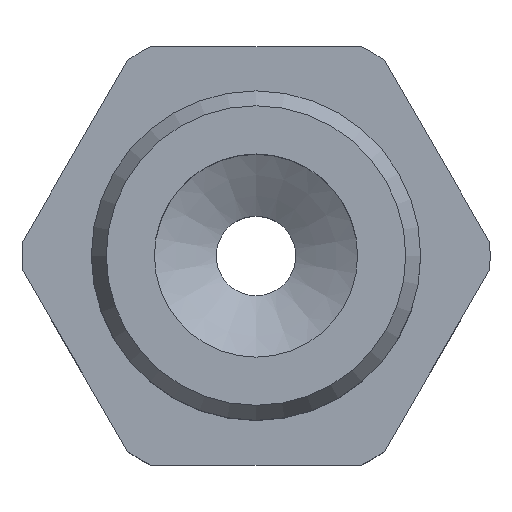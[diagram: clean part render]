
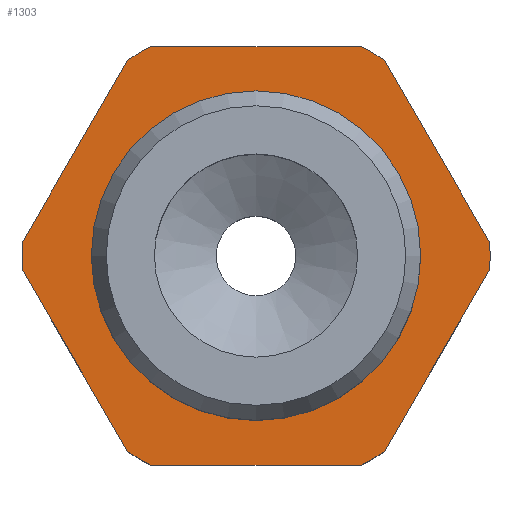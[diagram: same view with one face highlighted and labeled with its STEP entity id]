
A CAD part, top view. The second image highlights one B-rep face of the part: STEP entity #1303.
In plain terms, the highlighted planar face has unit normal (0, 0, 1).
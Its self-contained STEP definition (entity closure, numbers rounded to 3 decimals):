
#43=CIRCLE('',#1377,11.75);
#44=CIRCLE('',#1378,11.75);
#45=CIRCLE('',#1379,11.75);
#46=CIRCLE('',#1380,11.75);
#47=CIRCLE('',#1381,11.75);
#48=CIRCLE('',#1382,11.75);
#49=CIRCLE('',#1383,8.269);
#66=FACE_BOUND('',#233,.T.);
#97=PLANE('',#1376);
#155=FACE_OUTER_BOUND('',#232,.T.);
#232=EDGE_LOOP('',(#1138,#1139,#1140,#1141,#1142,#1143,#1144,#1145,#1146,
#1147,#1148,#1149));
#233=EDGE_LOOP('',(#1150));
#339=LINE('',#2418,#452);
#342=LINE('',#2424,#455);
#345=LINE('',#2430,#458);
#348=LINE('',#2436,#461);
#351=LINE('',#2442,#464);
#354=LINE('',#2448,#467);
#452=VECTOR('',#1575,10.);
#455=VECTOR('',#1580,10.);
#458=VECTOR('',#1585,10.);
#461=VECTOR('',#1590,10.);
#464=VECTOR('',#1595,10.);
#467=VECTOR('',#1600,10.);
#628=VERTEX_POINT('',#2416);
#629=VERTEX_POINT('',#2417);
#630=VERTEX_POINT('',#2422);
#631=VERTEX_POINT('',#2423);
#632=VERTEX_POINT('',#2428);
#633=VERTEX_POINT('',#2429);
#634=VERTEX_POINT('',#2434);
#635=VERTEX_POINT('',#2435);
#636=VERTEX_POINT('',#2440);
#637=VERTEX_POINT('',#2441);
#638=VERTEX_POINT('',#2446);
#639=VERTEX_POINT('',#2447);
#640=VERTEX_POINT('',#2458);
#799=EDGE_CURVE('',#628,#629,#339,.T.);
#802=EDGE_CURVE('',#630,#631,#342,.T.);
#805=EDGE_CURVE('',#632,#633,#345,.T.);
#808=EDGE_CURVE('',#634,#635,#348,.T.);
#811=EDGE_CURVE('',#636,#637,#351,.T.);
#814=EDGE_CURVE('',#638,#639,#354,.T.);
#817=EDGE_CURVE('',#629,#636,#43,.T.);
#818=EDGE_CURVE('',#637,#634,#44,.T.);
#819=EDGE_CURVE('',#635,#632,#45,.T.);
#820=EDGE_CURVE('',#633,#638,#46,.T.);
#821=EDGE_CURVE('',#639,#630,#47,.T.);
#822=EDGE_CURVE('',#631,#628,#48,.T.);
#823=EDGE_CURVE('',#640,#640,#49,.T.);
#1138=ORIENTED_EDGE('',*,*,#799,.T.);
#1139=ORIENTED_EDGE('',*,*,#817,.T.);
#1140=ORIENTED_EDGE('',*,*,#811,.T.);
#1141=ORIENTED_EDGE('',*,*,#818,.T.);
#1142=ORIENTED_EDGE('',*,*,#808,.T.);
#1143=ORIENTED_EDGE('',*,*,#819,.T.);
#1144=ORIENTED_EDGE('',*,*,#805,.T.);
#1145=ORIENTED_EDGE('',*,*,#820,.T.);
#1146=ORIENTED_EDGE('',*,*,#814,.T.);
#1147=ORIENTED_EDGE('',*,*,#821,.T.);
#1148=ORIENTED_EDGE('',*,*,#802,.T.);
#1149=ORIENTED_EDGE('',*,*,#822,.T.);
#1150=ORIENTED_EDGE('',*,*,#823,.F.);
#1303=ADVANCED_FACE('',(#155,#66),#97,.T.);
#1376=AXIS2_PLACEMENT_3D('',#2451,#1603,#1604);
#1377=AXIS2_PLACEMENT_3D('',#2452,#1605,#1606);
#1378=AXIS2_PLACEMENT_3D('',#2453,#1607,#1608);
#1379=AXIS2_PLACEMENT_3D('',#2454,#1609,#1610);
#1380=AXIS2_PLACEMENT_3D('',#2455,#1611,#1612);
#1381=AXIS2_PLACEMENT_3D('',#2456,#1613,#1614);
#1382=AXIS2_PLACEMENT_3D('',#2457,#1615,#1616);
#1383=AXIS2_PLACEMENT_3D('',#2459,#1617,#1618);
#1575=DIRECTION('',(0.5,0.866,0.));
#1580=DIRECTION('',(1.,0.,0.));
#1585=DIRECTION('',(-0.5,-0.866,0.));
#1590=DIRECTION('',(-1.,0.,0.));
#1595=DIRECTION('',(-0.5,0.866,0.));
#1600=DIRECTION('',(0.5,-0.866,0.));
#1603=DIRECTION('center_axis',(0.,0.,1.));
#1604=DIRECTION('ref_axis',(1.,0.,0.));
#1605=DIRECTION('center_axis',(0.,0.,1.));
#1606=DIRECTION('ref_axis',(1.,0.,0.));
#1607=DIRECTION('center_axis',(0.,0.,1.));
#1608=DIRECTION('ref_axis',(1.,0.,0.));
#1609=DIRECTION('center_axis',(0.,0.,1.));
#1610=DIRECTION('ref_axis',(1.,0.,0.));
#1611=DIRECTION('center_axis',(0.,0.,1.));
#1612=DIRECTION('ref_axis',(1.,0.,0.));
#1613=DIRECTION('center_axis',(0.,0.,1.));
#1614=DIRECTION('ref_axis',(1.,0.,0.));
#1615=DIRECTION('center_axis',(0.,0.,1.));
#1616=DIRECTION('ref_axis',(1.,0.,0.));
#1617=DIRECTION('center_axis',(0.,0.,1.));
#1618=DIRECTION('ref_axis',(1.,0.,0.));
#2416=CARTESIAN_POINT('',(6.456,-9.817,0.));
#2417=CARTESIAN_POINT('',(11.73,-0.683,0.));
#2418=CARTESIAN_POINT('',(8.622,-6.067,0.));
#2422=CARTESIAN_POINT('',(-5.274,-10.5,0.));
#2423=CARTESIAN_POINT('',(5.274,-10.5,0.));
#2424=CARTESIAN_POINT('',(2.637,-10.5,0.));
#2428=CARTESIAN_POINT('',(-6.456,9.817,0.));
#2429=CARTESIAN_POINT('',(-11.73,0.683,0.));
#2430=CARTESIAN_POINT('',(-12.202,-0.134,0.));
#2434=CARTESIAN_POINT('',(5.274,10.5,0.));
#2435=CARTESIAN_POINT('',(-5.274,10.5,0.));
#2436=CARTESIAN_POINT('',(-2.637,10.5,0.));
#2440=CARTESIAN_POINT('',(11.73,0.683,0.));
#2441=CARTESIAN_POINT('',(6.456,9.817,0.));
#2442=CARTESIAN_POINT('',(9.565,4.433,0.));
#2446=CARTESIAN_POINT('',(-11.73,-0.683,0.));
#2447=CARTESIAN_POINT('',(-6.456,-9.817,0.));
#2448=CARTESIAN_POINT('',(-5.985,-10.634,0.));
#2451=CARTESIAN_POINT('Origin',(0.,-8.269,0.));
#2452=CARTESIAN_POINT('Origin',(0.,0.,0.));
#2453=CARTESIAN_POINT('Origin',(0.,0.,0.));
#2454=CARTESIAN_POINT('Origin',(0.,0.,0.));
#2455=CARTESIAN_POINT('Origin',(0.,0.,0.));
#2456=CARTESIAN_POINT('Origin',(0.,0.,0.));
#2457=CARTESIAN_POINT('Origin',(0.,0.,0.));
#2458=CARTESIAN_POINT('',(0.,8.269,0.));
#2459=CARTESIAN_POINT('Origin',(0.,0.,0.));
